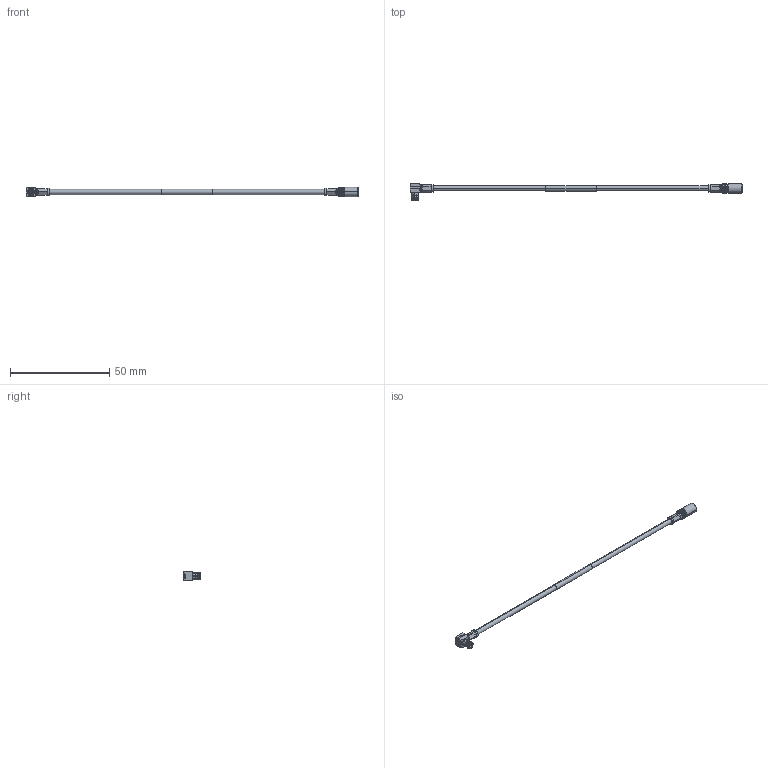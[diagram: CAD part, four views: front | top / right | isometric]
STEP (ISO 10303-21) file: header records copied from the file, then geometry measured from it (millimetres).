
FILE_DESCRIPTION (( 'STEP AP214' ), '1' );
FILE_NAME ('FMCA9844_3D.step', '2023-08-01T16:40:56', ( '' ), ( '' ), 'SwSTEP 2.0', 'SolidWorks 2022', '' );
FILE_SCHEMA (( 'AUTOMOTIVE_DESIGN' ));
Length unit declared in the file: inch
Products named in the file (4): Copy of Copy of PE45868^FMCA9844; FMCA9844_3D; Copy of RG316-BULK^FMCA9844; Copy of PE45867^FMCA9844
Assembly tree (3 placements, depth 2):
  FMCA9844_3D
    Copy of RG316-BULK^FMCA9844
    Copy of PE45867^FMCA9844
    Copy of Copy of PE45868^FMCA9844
Bounding box: 167.4 x 8.51 x 5 mm (x, y, z)
Volume: 1104.7 mm3; surface area: 2303.8 mm2
Topology: 6 solids, 6 shells, 353 faces, 850 edges, 525 vertices
Faces by surface type: bspline 211, plane 102, cylinder 36, cone 4
Entity records: 13146 total; most frequent: CARTESIAN_POINT 5872, ORIENTED_EDGE 1696, DIRECTION 1158, EDGE_CURVE 848, VERTEX_POINT 525, AXIS2_PLACEMENT_3D 410, EDGE_LOOP 373, FACE_OUTER_BOUND 353
